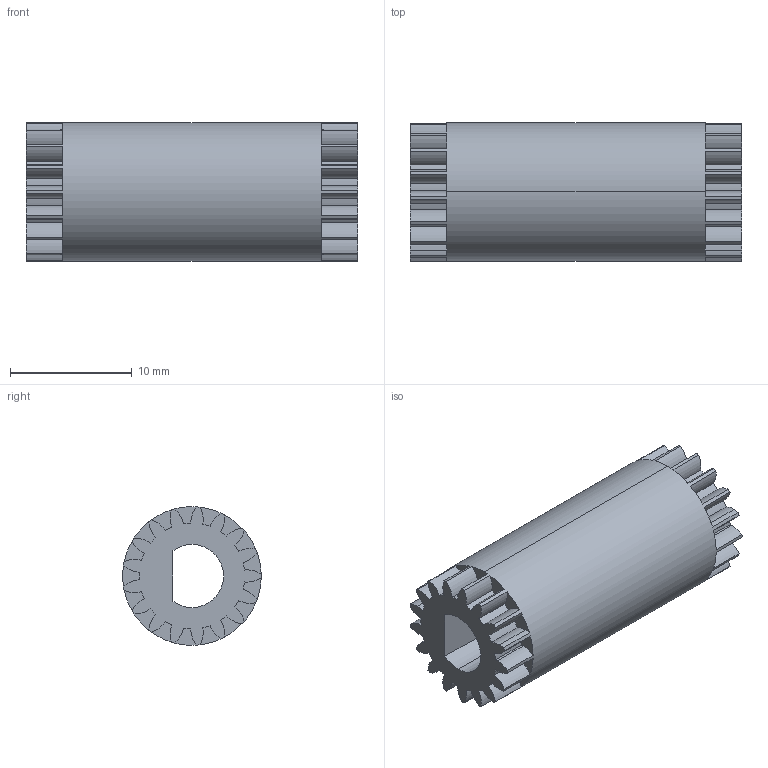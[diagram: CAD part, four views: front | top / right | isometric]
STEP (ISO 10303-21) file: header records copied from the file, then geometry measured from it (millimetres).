
FILE_DESCRIPTION (( 'STEP AP214' ), '1' );
FILE_NAME ('肮祭湍喘.STEP', '2024-01-19T19:20:23', ( '' ), ( '' ), 'SwSTEP 2.0', 'SolidWorks 2022', '' );
FILE_SCHEMA (( 'AUTOMOTIVE_DESIGN' ));
Length unit declared in the file: millimetre
Products named in the file (1): 同步带齿
Bounding box: 27.3 x 11.39 x 11.4 mm (x, y, z)
Volume: 2145.5 mm3; surface area: 1747 mm2
Topology: 1 solids, 1 shells, 152 faces, 450 edges, 300 vertices
Faces by surface type: cylinder 115, plane 37
Entity records: 5310 total; most frequent: DIRECTION 1054, CARTESIAN_POINT 903, ORIENTED_EDGE 900, AXIS2_PLACEMENT_3D 451, EDGE_CURVE 450, VERTEX_POINT 300, CIRCLE 298, EDGE_LOOP 154
